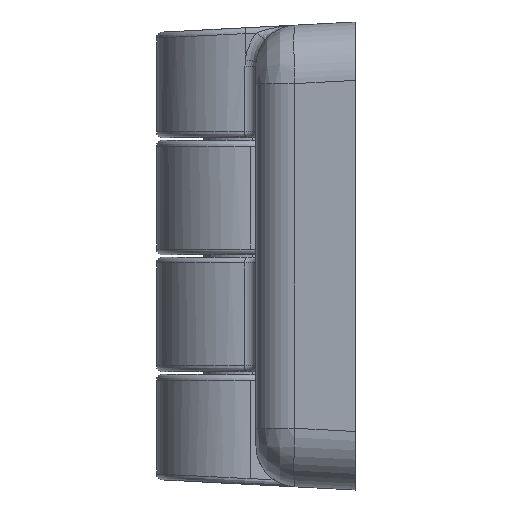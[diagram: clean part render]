
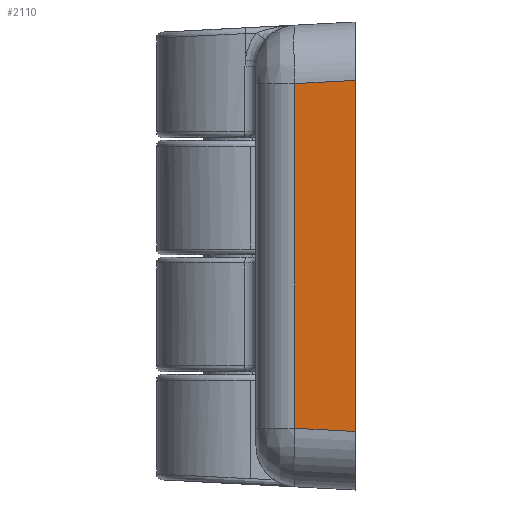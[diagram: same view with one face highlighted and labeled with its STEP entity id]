
A CAD part, left-side view. The second image highlights one B-rep face of the part: STEP entity #2110.
In plain terms, the highlighted face is planar.
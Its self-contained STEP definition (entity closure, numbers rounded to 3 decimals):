
#109 = EDGE_CURVE ( 'NONE', #3292, #2698, #2755, .T. ) ;
#173 = EDGE_CURVE ( 'NONE', #2698, #3951, #5467, .T. ) ;
#249 = CARTESIAN_POINT ( 'NONE',  ( 44.778, -3.817, 20. ) ) ;
#512 = EDGE_CURVE ( 'NONE', #3074, #3292, #5091, .T. ) ;
#776 = ORIENTED_EDGE ( 'NONE', *, *, #512, .T. ) ;
#847 = FACE_OUTER_BOUND ( 'NONE', #4178, .T. ) ;
#918 = EDGE_CURVE ( 'NONE', #3951, #3074, #4343, .T. ) ;
#1045 = DIRECTION ( 'NONE',  ( -0.052, 0.997, 0.052 ) ) ;
#1908 = DIRECTION ( 'NONE',  ( -0.052, 0.999, 0. ) ) ;
#2110 = ADVANCED_FACE ( 'NONE', ( #847 ), #3569, .T. ) ;
#2380 = DIRECTION ( 'NONE',  ( 0., 0., -1. ) ) ;
#2559 = CARTESIAN_POINT ( 'NONE',  ( 45.05, -9., -15.007 ) ) ;
#2594 = CARTESIAN_POINT ( 'NONE',  ( 45.05, -9., 15.007 ) ) ;
#2621 = VECTOR ( 'NONE', #2380, 1000. ) ;
#2698 = VERTEX_POINT ( 'NONE', #2594 ) ;
#2742 = VECTOR ( 'NONE', #4871, 1000. ) ;
#2755 = LINE ( 'NONE', #4449, #2742 ) ;
#2802 = CARTESIAN_POINT ( 'NONE',  ( 45.05, -9., 20. ) ) ;
#3074 = VERTEX_POINT ( 'NONE', #4088 ) ;
#3174 = DIRECTION ( 'NONE',  ( 0., 0., 1. ) ) ;
#3255 = AXIS2_PLACEMENT_3D ( 'NONE', #5268, #4418, #1908 ) ;
#3292 = VERTEX_POINT ( 'NONE', #4225 ) ;
#3522 = CARTESIAN_POINT ( 'NONE',  ( 44.954, -7.175, -14.911 ) ) ;
#3569 = PLANE ( 'NONE',  #3255 ) ;
#3865 = VECTOR ( 'NONE', #1045, 1000. ) ;
#3951 = VERTEX_POINT ( 'NONE', #2559 ) ;
#4088 = CARTESIAN_POINT ( 'NONE',  ( 44.778, -3.817, -14.735 ) ) ;
#4178 = EDGE_LOOP ( 'NONE', ( #4227, #776, #4717, #4944 ) ) ;
#4225 = CARTESIAN_POINT ( 'NONE',  ( 44.778, -3.817, 14.735 ) ) ;
#4227 = ORIENTED_EDGE ( 'NONE', *, *, #918, .T. ) ;
#4343 = LINE ( 'NONE', #3522, #3865 ) ;
#4418 = DIRECTION ( 'NONE',  ( 0.999, 0.052, 0. ) ) ;
#4449 = CARTESIAN_POINT ( 'NONE',  ( 45.064, -9.26, 15.02 ) ) ;
#4717 = ORIENTED_EDGE ( 'NONE', *, *, #109, .T. ) ;
#4871 = DIRECTION ( 'NONE',  ( 0.052, -0.997, 0.052 ) ) ;
#4944 = ORIENTED_EDGE ( 'NONE', *, *, #173, .T. ) ;
#5026 = VECTOR ( 'NONE', #3174, 1000. ) ;
#5091 = LINE ( 'NONE', #249, #5026 ) ;
#5268 = CARTESIAN_POINT ( 'NONE',  ( 45.05, -9., 20. ) ) ;
#5467 = LINE ( 'NONE', #2802, #2621 ) ;
